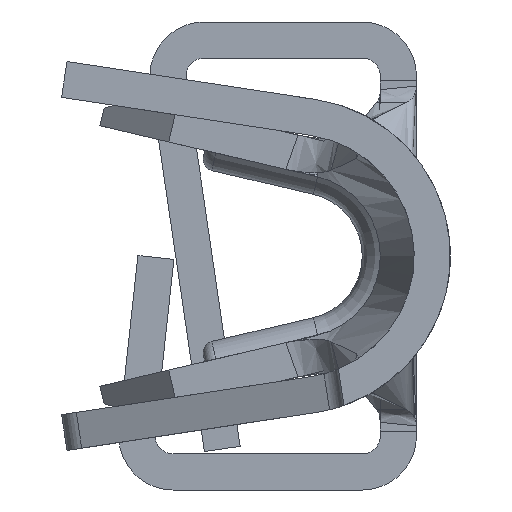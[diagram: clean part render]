
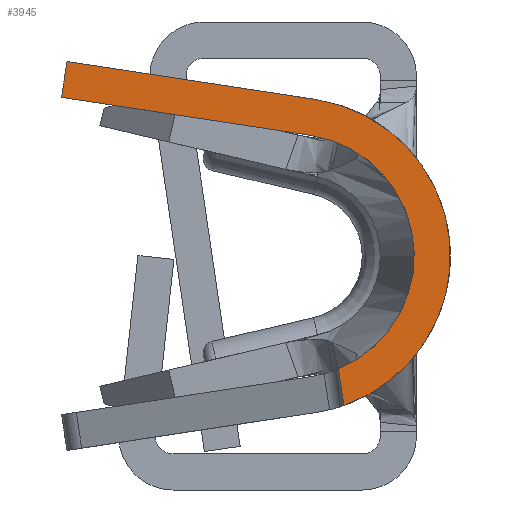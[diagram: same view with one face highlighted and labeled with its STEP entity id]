
A CAD part, left-side view. The second image highlights one B-rep face of the part: STEP entity #3945.
In plain terms, the highlighted planar face has unit normal (-1, 0, 0).
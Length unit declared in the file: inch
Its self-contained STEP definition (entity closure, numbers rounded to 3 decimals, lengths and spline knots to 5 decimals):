
#243 = VECTOR ( 'NONE', #504, 39.37008 ) ;
#504 = DIRECTION ( 'NONE',  ( 0., -0.151, -0.989 ) ) ;
#676 = EDGE_CURVE ( 'NONE', #4140, #3413, #3909, .T. ) ;
#849 = CIRCLE ( 'NONE', #2343, 0.07 ) ;
#922 = PLANE ( 'NONE',  #4949 ) ;
#944 = EDGE_LOOP ( 'NONE', ( #2229, #1687, #2383, #5198, #6088, #2844 ) ) ;
#956 = DIRECTION ( 'NONE',  ( 1., 0., 0. ) ) ;
#1056 = VECTOR ( 'NONE', #3478, 39.37008 ) ;
#1136 = VECTOR ( 'NONE', #2204, 39.37008 ) ;
#1144 = LINE ( 'NONE', #1509, #3835 ) ;
#1271 = VERTEX_POINT ( 'NONE', #2072 ) ;
#1297 = FACE_OUTER_BOUND ( 'NONE', #944, .T. ) ;
#1509 = CARTESIAN_POINT ( 'NONE',  ( -1., 0.13859, 0.086 ) ) ;
#1673 = EDGE_CURVE ( 'NONE', #4140, #4299, #5005, .T. ) ;
#1687 = ORIENTED_EDGE ( 'NONE', *, *, #1673, .T. ) ;
#1832 = EDGE_CURVE ( 'NONE', #3413, #2605, #4548, .T. ) ;
#1890 = CARTESIAN_POINT ( 'NONE',  ( -1., 0.13859, 0.086 ) ) ;
#1918 = DIRECTION ( 'NONE',  ( 1., 0., 0. ) ) ;
#2049 = EDGE_CURVE ( 'NONE', #2523, #1271, #2394, .T. ) ;
#2070 = CARTESIAN_POINT ( 'NONE',  ( -1., 0.039, 0. ) ) ;
#2072 = CARTESIAN_POINT ( 'NONE',  ( -1., 0.02844, 0.0692 ) ) ;
#2204 = DIRECTION ( 'NONE',  ( 0., -0.989, -0.151 ) ) ;
#2229 = ORIENTED_EDGE ( 'NONE', *, *, #676, .F. ) ;
#2343 = AXIS2_PLACEMENT_3D ( 'NONE', #4769, #1918, #5246 ) ;
#2383 = ORIENTED_EDGE ( 'NONE', *, *, #5071, .F. ) ;
#2394 = LINE ( 'NONE', #3642, #1136 ) ;
#2523 = VERTEX_POINT ( 'NONE', #1890 ) ;
#2551 = DIRECTION ( 'NONE',  ( 0., 0., -1. ) ) ;
#2605 = VERTEX_POINT ( 'NONE', #3402 ) ;
#2844 = ORIENTED_EDGE ( 'NONE', *, *, #1832, .F. ) ;
#3100 = CARTESIAN_POINT ( 'NONE',  ( -1., 0.01856, -0.04998 ) ) ;
#3105 = AXIS2_PLACEMENT_3D ( 'NONE', #2070, #5401, #2551 ) ;
#3365 = CARTESIAN_POINT ( 'NONE',  ( -1., 0.02647, 0.00191 ) ) ;
#3402 = CARTESIAN_POINT ( 'NONE',  ( -1., 0.141, 0.07018 ) ) ;
#3413 = VERTEX_POINT ( 'NONE', #3612 ) ;
#3478 = DIRECTION ( 'NONE',  ( 0., 0.989, 0.151 ) ) ;
#3612 = CARTESIAN_POINT ( 'NONE',  ( -1., 0.03086, 0.05338 ) ) ;
#3642 = CARTESIAN_POINT ( 'NONE',  ( -1., 0.02844, 0.0692 ) ) ;
#3822 = CARTESIAN_POINT ( 'NONE',  ( -1., 0.039, 0. ) ) ;
#3835 = VECTOR ( 'NONE', #4836, 39.37008 ) ;
#3909 = CIRCLE ( 'NONE', #3105, 0.054 ) ;
#3945 = ADVANCED_FACE ( 'NONE', ( #1297 ), #922, .F. ) ;
#4140 = VERTEX_POINT ( 'NONE', #3100 ) ;
#4276 = DIRECTION ( 'NONE',  ( 0., 0., -1. ) ) ;
#4299 = VERTEX_POINT ( 'NONE', #6057 ) ;
#4399 = CARTESIAN_POINT ( 'NONE',  ( -1., 0.03086, 0.05338 ) ) ;
#4460 = EDGE_CURVE ( 'NONE', #2605, #2523, #1144, .T. ) ;
#4548 = LINE ( 'NONE', #4399, #1056 ) ;
#4769 = CARTESIAN_POINT ( 'NONE',  ( -1., 0.039, 0. ) ) ;
#4836 = DIRECTION ( 'NONE',  ( 0., -0.151, 0.989 ) ) ;
#4949 = AXIS2_PLACEMENT_3D ( 'NONE', #3822, #956, #4276 ) ;
#5005 = LINE ( 'NONE', #3365, #243 ) ;
#5071 = EDGE_CURVE ( 'NONE', #1271, #4299, #849, .T. ) ;
#5198 = ORIENTED_EDGE ( 'NONE', *, *, #2049, .F. ) ;
#5246 = DIRECTION ( 'NONE',  ( 0., 0., -1. ) ) ;
#5401 = DIRECTION ( 'NONE',  ( -1., 0., 0. ) ) ;
#6057 = CARTESIAN_POINT ( 'NONE',  ( -1., 0.01609, -0.06615 ) ) ;
#6088 = ORIENTED_EDGE ( 'NONE', *, *, #4460, .F. ) ;
